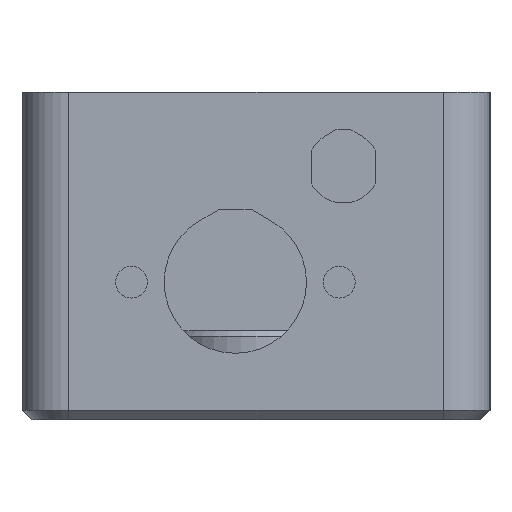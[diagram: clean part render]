
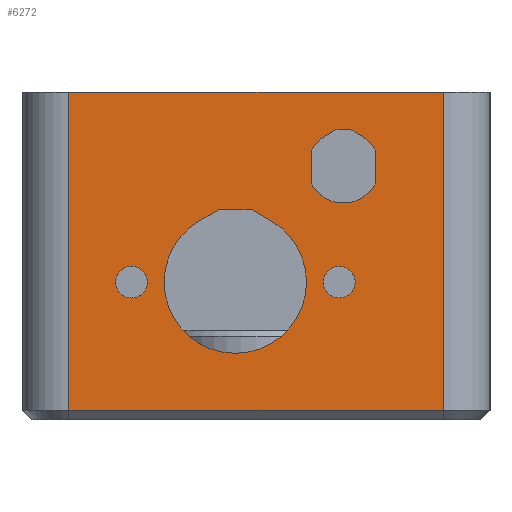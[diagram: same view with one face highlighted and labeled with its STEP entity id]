
A CAD part, left-side view. The second image highlights one B-rep face of the part: STEP entity #6272.
In plain terms, the highlighted planar face has unit normal (-1, 0, 0).
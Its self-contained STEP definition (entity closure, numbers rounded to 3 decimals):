
#328=FACE_BOUND('',#1176,.T.);
#329=FACE_BOUND('',#1177,.T.);
#330=FACE_BOUND('',#1178,.T.);
#331=FACE_BOUND('',#1179,.T.);
#389=CIRCLE('',#6485,3.85);
#391=CIRCLE('',#6489,3.85);
#393=CIRCLE('',#6493,3.85);
#397=CIRCLE('',#6512,1.7);
#398=CIRCLE('',#6514,1.7);
#399=CIRCLE('',#6517,7.6);
#801=FACE_OUTER_BOUND('',#1175,.T.);
#1175=EDGE_LOOP('',(#5680,#5681,#5682,#5683));
#1176=EDGE_LOOP('',(#5684,#5685,#5686,#5687,#5688,#5689,#5690,#5691));
#1177=EDGE_LOOP('',(#5692));
#1178=EDGE_LOOP('',(#5693));
#1179=EDGE_LOOP('',(#5694,#5695,#5696,#5697));
#1574=LINE('',#9904,#2201);
#1648=LINE('',#10103,#2275);
#1651=LINE('',#10109,#2278);
#1654=LINE('',#10115,#2281);
#1658=LINE('',#10127,#2285);
#1662=LINE('',#10139,#2289);
#1708=LINE('',#10244,#2335);
#1711=LINE('',#10252,#2338);
#1713=LINE('',#10255,#2340);
#1809=LINE('',#10581,#2436);
#1810=LINE('',#10583,#2437);
#1811=LINE('',#10584,#2438);
#2201=VECTOR('',#7311,10.);
#2275=VECTOR('',#7479,10.);
#2278=VECTOR('',#7484,10.);
#2281=VECTOR('',#7489,10.);
#2285=VECTOR('',#7501,10.);
#2289=VECTOR('',#7513,10.);
#2335=VECTOR('',#7609,10.);
#2338=VECTOR('',#7618,10.);
#2340=VECTOR('',#7622,10.);
#2436=VECTOR('',#7976,10.);
#2437=VECTOR('',#7977,10.);
#2438=VECTOR('',#7978,10.);
#2844=VERTEX_POINT('',#9901);
#2845=VERTEX_POINT('',#9903);
#2922=VERTEX_POINT('',#10100);
#2923=VERTEX_POINT('',#10102);
#2925=VERTEX_POINT('',#10108);
#2927=VERTEX_POINT('',#10114);
#2929=VERTEX_POINT('',#10120);
#2931=VERTEX_POINT('',#10126);
#2933=VERTEX_POINT('',#10132);
#2935=VERTEX_POINT('',#10138);
#2966=VERTEX_POINT('',#10233);
#2967=VERTEX_POINT('',#10237);
#2968=VERTEX_POINT('',#10241);
#2969=VERTEX_POINT('',#10243);
#2970=VERTEX_POINT('',#10247);
#2971=VERTEX_POINT('',#10251);
#3040=VERTEX_POINT('',#10580);
#3041=VERTEX_POINT('',#10582);
#3613=EDGE_CURVE('',#2844,#2845,#1574,.T.);
#3713=EDGE_CURVE('',#2923,#2922,#1648,.T.);
#3716=EDGE_CURVE('',#2925,#2923,#1651,.T.);
#3719=EDGE_CURVE('',#2927,#2925,#1654,.T.);
#3722=EDGE_CURVE('',#2929,#2927,#389,.T.);
#3725=EDGE_CURVE('',#2931,#2929,#1658,.T.);
#3728=EDGE_CURVE('',#2933,#2931,#391,.T.);
#3731=EDGE_CURVE('',#2935,#2933,#1662,.T.);
#3734=EDGE_CURVE('',#2922,#2935,#393,.T.);
#3779=EDGE_CURVE('',#2966,#2966,#397,.T.);
#3781=EDGE_CURVE('',#2967,#2967,#398,.T.);
#3784=EDGE_CURVE('',#2969,#2968,#1708,.T.);
#3786=EDGE_CURVE('',#2970,#2969,#399,.T.);
#3788=EDGE_CURVE('',#2971,#2970,#1711,.T.);
#3790=EDGE_CURVE('',#2968,#2971,#1713,.T.);
#3932=EDGE_CURVE('',#3040,#2844,#1809,.T.);
#3933=EDGE_CURVE('',#3041,#3040,#1810,.T.);
#3934=EDGE_CURVE('',#2845,#3041,#1811,.T.);
#5680=ORIENTED_EDGE('',*,*,#3613,.F.);
#5681=ORIENTED_EDGE('',*,*,#3932,.F.);
#5682=ORIENTED_EDGE('',*,*,#3933,.F.);
#5683=ORIENTED_EDGE('',*,*,#3934,.F.);
#5684=ORIENTED_EDGE('',*,*,#3713,.T.);
#5685=ORIENTED_EDGE('',*,*,#3734,.T.);
#5686=ORIENTED_EDGE('',*,*,#3731,.T.);
#5687=ORIENTED_EDGE('',*,*,#3728,.T.);
#5688=ORIENTED_EDGE('',*,*,#3725,.T.);
#5689=ORIENTED_EDGE('',*,*,#3722,.T.);
#5690=ORIENTED_EDGE('',*,*,#3719,.T.);
#5691=ORIENTED_EDGE('',*,*,#3716,.T.);
#5692=ORIENTED_EDGE('',*,*,#3779,.T.);
#5693=ORIENTED_EDGE('',*,*,#3781,.T.);
#5694=ORIENTED_EDGE('',*,*,#3784,.T.);
#5695=ORIENTED_EDGE('',*,*,#3790,.T.);
#5696=ORIENTED_EDGE('',*,*,#3788,.T.);
#5697=ORIENTED_EDGE('',*,*,#3786,.T.);
#5942=PLANE('',#6648);
#6272=ADVANCED_FACE('',(#801,#328,#329,#330,#331),#5942,.F.);
#6485=AXIS2_PLACEMENT_3D('',#10121,#7495,#7496);
#6489=AXIS2_PLACEMENT_3D('',#10133,#7507,#7508);
#6493=AXIS2_PLACEMENT_3D('',#10143,#7519,#7520);
#6512=AXIS2_PLACEMENT_3D('',#10234,#7598,#7599);
#6514=AXIS2_PLACEMENT_3D('',#10238,#7603,#7604);
#6517=AXIS2_PLACEMENT_3D('',#10248,#7613,#7614);
#6648=AXIS2_PLACEMENT_3D('',#10579,#7974,#7975);
#7311=DIRECTION('',(0.,-1.,0.));
#7479=DIRECTION('',(0.,-0.866,-0.5));
#7484=DIRECTION('',(0.,-1.,0.));
#7489=DIRECTION('',(0.,-0.866,0.5));
#7495=DIRECTION('center_axis',(1.,0.,0.));
#7496=DIRECTION('ref_axis',(0.,-0.899,0.439));
#7501=DIRECTION('',(0.,0.,1.));
#7507=DIRECTION('center_axis',(1.,0.,0.));
#7508=DIRECTION('ref_axis',(0.,0.899,-0.439));
#7513=DIRECTION('',(0.,0.,-1.));
#7519=DIRECTION('center_axis',(1.,0.,0.));
#7520=DIRECTION('ref_axis',(0.,-0.899,0.439));
#7598=DIRECTION('center_axis',(1.,0.,0.));
#7599=DIRECTION('ref_axis',(0.,-1.,0.));
#7603=DIRECTION('center_axis',(1.,0.,0.));
#7604=DIRECTION('ref_axis',(0.,-1.,0.));
#7609=DIRECTION('',(0.,-0.866,0.5));
#7613=DIRECTION('center_axis',(1.,0.,0.));
#7614=DIRECTION('ref_axis',(0.,-1.,0.));
#7618=DIRECTION('',(0.,-0.866,-0.5));
#7622=DIRECTION('',(0.,-1.,0.));
#7974=DIRECTION('center_axis',(1.,0.,0.));
#7975=DIRECTION('ref_axis',(0.,0.,-1.));
#7976=DIRECTION('',(0.,0.,1.));
#7977=DIRECTION('',(0.,1.,0.));
#7978=DIRECTION('',(0.,0.,-1.));
#9901=CARTESIAN_POINT('',(0.,45.,35.));
#9903=CARTESIAN_POINT('',(0.,5.,35.));
#9904=CARTESIAN_POINT('',(0.,25.,35.));
#10100=CARTESIAN_POINT('',(0.,13.739,30.334));
#10102=CARTESIAN_POINT('',(0.,14.979,31.05));
#10103=CARTESIAN_POINT('',(0.,15.803,31.526));
#10108=CARTESIAN_POINT('',(0.,16.349,31.05));
#10109=CARTESIAN_POINT('',(0.,20.675,31.05));
#10114=CARTESIAN_POINT('',(0.,17.589,30.334));
#10115=CARTESIAN_POINT('',(0.,23.147,27.125));
#10120=CARTESIAN_POINT('',(0.,19.124,28.688));
#10121=CARTESIAN_POINT('Origin',(0.,15.664,27.));
#10126=CARTESIAN_POINT('',(0.,19.124,25.312));
#10127=CARTESIAN_POINT('',(0.,19.124,21.406));
#10132=CARTESIAN_POINT('',(0.,12.204,25.312));
#10133=CARTESIAN_POINT('Origin',(0.,15.664,27.));
#10138=CARTESIAN_POINT('',(0.,12.204,28.688));
#10139=CARTESIAN_POINT('',(0.,12.204,23.094));
#10143=CARTESIAN_POINT('Origin',(0.,15.664,27.));
#10233=CARTESIAN_POINT('',(0.,17.81,14.7));
#10234=CARTESIAN_POINT('Origin',(0.,16.11,14.7));
#10237=CARTESIAN_POINT('',(0.,40.01,14.7));
#10238=CARTESIAN_POINT('Origin',(0.,38.31,14.7));
#10241=CARTESIAN_POINT('',(0.,28.9,22.5));
#10243=CARTESIAN_POINT('',(0.,31.01,21.282));
#10244=CARTESIAN_POINT('',(0.,29.575,22.11));
#10247=CARTESIAN_POINT('',(0.,23.41,21.282));
#10248=CARTESIAN_POINT('Origin',(0.,27.21,14.7));
#10251=CARTESIAN_POINT('',(0.,25.52,22.5));
#10252=CARTESIAN_POINT('',(0.,24.242,21.762));
#10255=CARTESIAN_POINT('',(0.,26.95,22.5));
#10579=CARTESIAN_POINT('Origin',(0.,25.,17.5));
#10580=CARTESIAN_POINT('',(0.,45.,1.));
#10581=CARTESIAN_POINT('',(0.,45.,17.5));
#10582=CARTESIAN_POINT('',(0.,5.,1.));
#10583=CARTESIAN_POINT('',(0.,25.,1.));
#10584=CARTESIAN_POINT('',(0.,5.,17.5));
